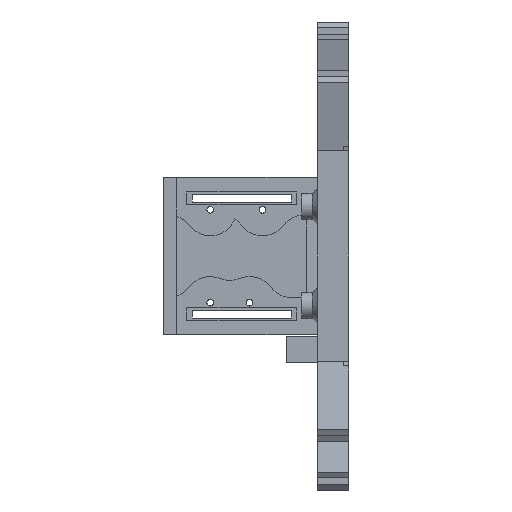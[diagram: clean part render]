
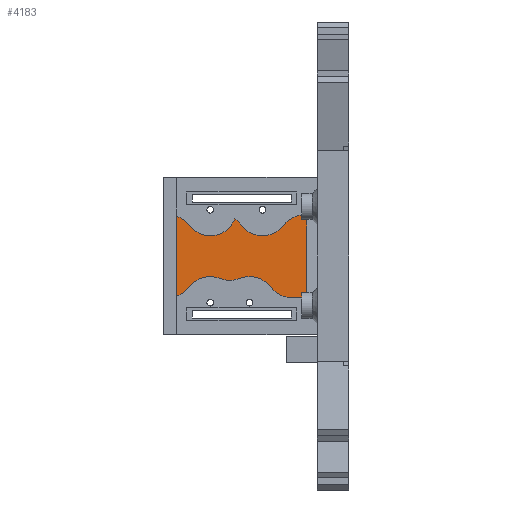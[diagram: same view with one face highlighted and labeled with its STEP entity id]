
A CAD part, left-side view. The second image highlights one B-rep face of the part: STEP entity #4183.
In plain terms, the highlighted planar face has unit normal (-1, 0, 0).
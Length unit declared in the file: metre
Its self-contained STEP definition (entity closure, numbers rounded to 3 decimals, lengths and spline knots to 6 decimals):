
#233=LINE('',#6046,#686);
#252=LINE('',#6083,#705);
#514=LINE('',#6786,#967);
#515=LINE('',#6787,#968);
#686=VECTOR('',#4834,1.);
#705=VECTOR('',#4863,1.);
#967=VECTOR('',#5597,1.);
#968=VECTOR('',#5598,1.);
#1984=ORIENTED_EDGE('',*,*,#2301,.T.);
#1985=ORIENTED_EDGE('',*,*,#2656,.T.);
#1986=ORIENTED_EDGE('',*,*,#2320,.F.);
#1987=ORIENTED_EDGE('',*,*,#2652,.T.);
#1988=ORIENTED_EDGE('',*,*,#2607,.F.);
#1989=ORIENTED_EDGE('',*,*,#2611,.T.);
#1990=ORIENTED_EDGE('',*,*,#2614,.F.);
#1991=ORIENTED_EDGE('',*,*,#2618,.T.);
#1992=ORIENTED_EDGE('',*,*,#2657,.F.);
#1993=ORIENTED_EDGE('',*,*,#2620,.T.);
#1994=ORIENTED_EDGE('',*,*,#2585,.F.);
#1995=ORIENTED_EDGE('',*,*,#2589,.T.);
#1996=ORIENTED_EDGE('',*,*,#2592,.F.);
#1997=ORIENTED_EDGE('',*,*,#2654,.T.);
#2301=EDGE_CURVE('',#2848,#2847,#233,.T.);
#2320=EDGE_CURVE('',#2860,#2861,#252,.T.);
#2585=EDGE_CURVE('',#3021,#3022,#3145,.T.);
#2589=EDGE_CURVE('',#3021,#3024,#3147,.T.);
#2592=EDGE_CURVE('',#3027,#3024,#3149,.T.);
#2607=EDGE_CURVE('',#3035,#3036,#3152,.T.);
#2611=EDGE_CURVE('',#3035,#3038,#3154,.T.);
#2614=EDGE_CURVE('',#3041,#3038,#3156,.T.);
#2618=EDGE_CURVE('',#3041,#3043,#3159,.T.);
#2620=EDGE_CURVE('',#3045,#3022,#3161,.T.);
#2652=EDGE_CURVE('',#2860,#3036,#3168,.T.);
#2654=EDGE_CURVE('',#3027,#2848,#3170,.T.);
#2656=EDGE_CURVE('',#2847,#2861,#514,.T.);
#2657=EDGE_CURVE('',#3045,#3043,#515,.T.);
#2847=VERTEX_POINT('',#6045);
#2848=VERTEX_POINT('',#6047);
#2860=VERTEX_POINT('',#6082);
#2861=VERTEX_POINT('',#6084);
#3021=VERTEX_POINT('',#6645);
#3022=VERTEX_POINT('',#6647);
#3024=VERTEX_POINT('',#6653);
#3027=VERTEX_POINT('',#6660);
#3035=VERTEX_POINT('',#6688);
#3036=VERTEX_POINT('',#6690);
#3038=VERTEX_POINT('',#6696);
#3041=VERTEX_POINT('',#6703);
#3043=VERTEX_POINT('',#6711);
#3045=VERTEX_POINT('',#6717);
#3145=CIRCLE('',#4467,0.005);
#3147=CIRCLE('',#4470,0.005);
#3149=CIRCLE('',#4473,0.005);
#3152=CIRCLE('',#4481,0.005);
#3154=CIRCLE('',#4484,0.005);
#3156=CIRCLE('',#4487,0.005);
#3159=CIRCLE('',#4492,0.005);
#3161=CIRCLE('',#4495,0.005);
#3168=CIRCLE('',#4515,0.005);
#3170=CIRCLE('',#4518,0.005);
#3473=EDGE_LOOP('',(#1984,#1985,#1986,#1987,#1988,#1989,#1990,#1991,#1992,
#1993,#1994,#1995,#1996,#1997));
#3801=FACE_BOUND('',#3473,.T.);
#3971=PLANE('',#4520);
#4183=ADVANCED_FACE('',(#3801),#3971,.T.);
#4467=AXIS2_PLACEMENT_3D('',#6646,#5447,#5448);
#4470=AXIS2_PLACEMENT_3D('',#6655,#5455,#5456);
#4473=AXIS2_PLACEMENT_3D('',#6661,#5462,#5463);
#4481=AXIS2_PLACEMENT_3D('',#6689,#5490,#5491);
#4484=AXIS2_PLACEMENT_3D('',#6698,#5498,#5499);
#4487=AXIS2_PLACEMENT_3D('',#6704,#5505,#5506);
#4492=AXIS2_PLACEMENT_3D('',#6713,#5516,#5517);
#4495=AXIS2_PLACEMENT_3D('',#6716,#5522,#5523);
#4515=AXIS2_PLACEMENT_3D('',#6780,#5585,#5586);
#4518=AXIS2_PLACEMENT_3D('',#6783,#5591,#5592);
#4520=AXIS2_PLACEMENT_3D('',#6785,#5595,#5596);
#4834=DIRECTION('',(0.,-1.,0.));
#4863=DIRECTION('',(0.,-1.,0.));
#5447=DIRECTION('',(-1.,0.,0.));
#5448=DIRECTION('',(0.,0.,1.));
#5455=DIRECTION('',(-1.,0.,0.));
#5456=DIRECTION('',(0.,0.,1.));
#5462=DIRECTION('',(-1.,0.,0.));
#5463=DIRECTION('',(0.,0.,1.));
#5490=DIRECTION('',(-1.,0.,0.));
#5491=DIRECTION('',(0.,0.,1.));
#5498=DIRECTION('',(-1.,0.,0.));
#5499=DIRECTION('',(0.,0.,1.));
#5505=DIRECTION('',(-1.,0.,0.));
#5506=DIRECTION('',(0.,0.,1.));
#5516=DIRECTION('',(-1.,0.,0.));
#5517=DIRECTION('',(0.,0.,1.));
#5522=DIRECTION('',(-1.,0.,0.));
#5523=DIRECTION('',(0.,0.,1.));
#5585=DIRECTION('',(-1.,0.,0.));
#5586=DIRECTION('',(0.,0.,1.));
#5591=DIRECTION('',(-1.,0.,0.));
#5592=DIRECTION('',(0.,0.,1.));
#5595=DIRECTION('',(-1.,0.,0.));
#5596=DIRECTION('',(0.,0.,1.));
#5597=DIRECTION('',(0.,0.,1.));
#5598=DIRECTION('',(0.,0.,1.));
#6045=CARTESIAN_POINT('',(0.04313,0.000507,-0.007933));
#6046=CARTESIAN_POINT('',(0.04313,0.013007,-0.007933));
#6047=CARTESIAN_POINT('',(0.04313,0.003517,-0.007933));
#6082=CARTESIAN_POINT('',(0.04313,0.001017,0.007867));
#6083=CARTESIAN_POINT('',(0.04313,0.013007,0.007867));
#6084=CARTESIAN_POINT('',(0.04313,0.000507,0.007867));
#6645=CARTESIAN_POINT('',(0.04313,0.017142,-0.004297));
#6646=CARTESIAN_POINT('',(0.04313,0.019017,-0.008933));
#6647=CARTESIAN_POINT('',(0.04313,0.023017,-0.005933));
#6653=CARTESIAN_POINT('',(0.04313,0.013392,-0.004297));
#6655=CARTESIAN_POINT('',(0.04313,0.015267,0.000338));
#6660=CARTESIAN_POINT('',(0.04313,0.007517,-0.005933));
#6661=CARTESIAN_POINT('',(0.04313,0.011517,-0.008933));
#6688=CARTESIAN_POINT('',(0.04313,0.013017,0.005867));
#6689=CARTESIAN_POINT('',(0.04313,0.009017,0.008867));
#6690=CARTESIAN_POINT('',(0.04313,0.005017,0.005867));
#6696=CARTESIAN_POINT('',(0.04313,0.014343,0.007092));
#6698=CARTESIAN_POINT('',(0.04313,0.017017,0.002867));
#6703=CARTESIAN_POINT('',(0.04313,0.023017,0.005867));
#6704=CARTESIAN_POINT('',(0.04313,0.019017,0.008867));
#6711=CARTESIAN_POINT('',(0.04313,0.025507,0.007634));
#6713=CARTESIAN_POINT('',(0.04313,0.027017,0.002867));
#6716=CARTESIAN_POINT('',(0.04313,0.027017,-0.002933));
#6717=CARTESIAN_POINT('',(0.04313,0.025507,-0.007699));
#6780=CARTESIAN_POINT('',(0.04313,0.001017,0.002867));
#6783=CARTESIAN_POINT('',(0.04313,0.003517,-0.002933));
#6785=CARTESIAN_POINT('',(0.04313,0.013257,-0.000033));
#6786=CARTESIAN_POINT('',(0.04313,0.000507,-0.000033));
#6787=CARTESIAN_POINT('',(0.04313,0.025507,-0.000033));
